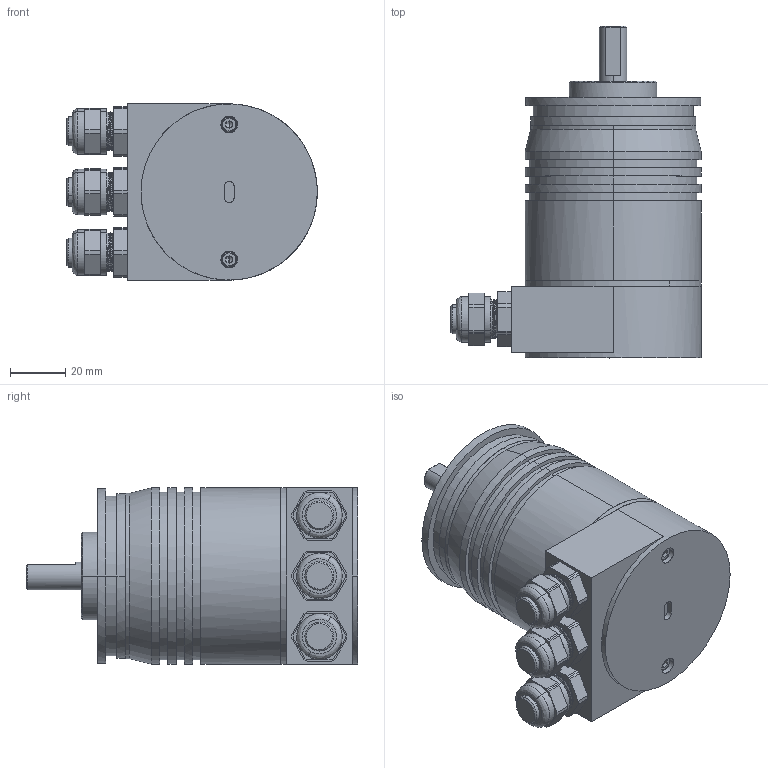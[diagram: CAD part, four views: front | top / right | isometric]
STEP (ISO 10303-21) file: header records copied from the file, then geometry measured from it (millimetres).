
FILE_DESCRIPTION (( 'STEP AP214' ), '1' );
FILE_NAME ('PAMM58A10-BF6XXR-4096-8192.STEP', '2024-03-15T07:19:46', ( '' ), ( '' ), 'SwSTEP 2.0', 'SolidWorks 2023', '' );
FILE_SCHEMA (( 'AUTOMOTIVE_DESIGN' ));
Length unit declared in the file: millimetre
Products named in the file (1): PAMM58A10-BF6XXR-4096-8192
Bounding box: 91 x 120.5 x 64 mm (x, y, z)
Surface area: 89551.5 mm2 (no closed solid volume)
Topology: 0 solids, 23 shells, 758 faces, 2290 edges, 1417 vertices
Faces by surface type: cylinder 295, plane 204, torus 122, sphere 64, cone 61, bspline 12
Full cylindrical faces by diameter (mm): 14.654 x3
Entity records: 51611 total; most frequent: CARTESIAN_POINT 30572, ORIENTED_EDGE 4239, EDGE_CURVE 2139, B_SPLINE_CURVE_WITH_KNOTS 2097, DIRECTION 1506, VERTEX_POINT 1417, EDGE_LOOP 876, FACE_OUTER_BOUND 761
